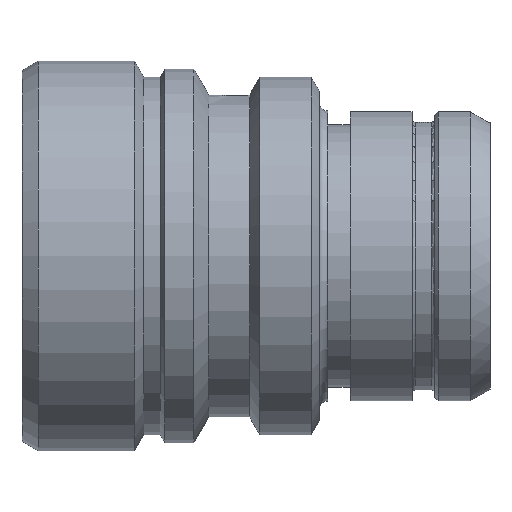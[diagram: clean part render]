
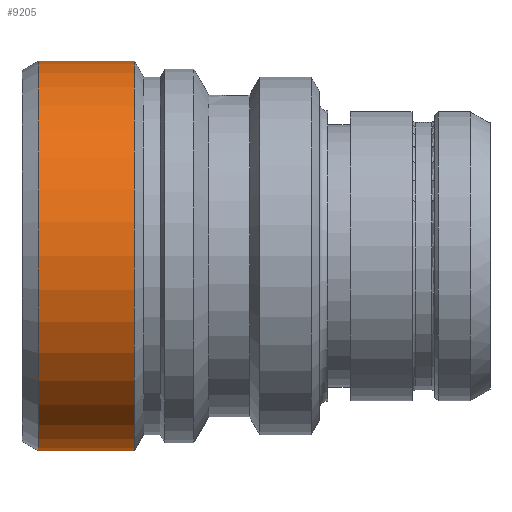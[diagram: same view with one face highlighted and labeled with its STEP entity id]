
A CAD part, top view. The second image highlights one B-rep face of the part: STEP entity #9205.
In plain terms, the highlighted cylindrical face has radius 12 mm (diameter 24 mm), a partial arc.
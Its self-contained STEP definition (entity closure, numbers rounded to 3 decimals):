
#376=CARTESIAN_POINT('',(1.,0.,0.));
#377=DIRECTION('',(1.,0.,0.));
#378=DIRECTION('',(0.,1.,0.));
#379=AXIS2_PLACEMENT_3D('',#376,#377,#378);
#381=CARTESIAN_POINT('',(6.923,0.,0.));
#382=DIRECTION('',(1.,0.,0.));
#383=DIRECTION('',(0.,1.,0.));
#384=AXIS2_PLACEMENT_3D('',#381,#382,#383);
#386=DIRECTION('',(-1.,0.,0.));
#387=VECTOR('',#386,5.923);
#388=CARTESIAN_POINT('',(6.923,12.,0.));
#389=LINE('1037',#388,#387);
#390=DIRECTION('',(-1.,0.,0.));
#391=VECTOR('',#390,5.923);
#392=CARTESIAN_POINT('',(6.923,-12.,0.));
#393=LINE('1052',#392,#391);
#7296=CARTESIAN_POINT('',(6.923,12.,0.));
#7297=VERTEX_POINT('',#7296);
#7298=CARTESIAN_POINT('',(1.,12.,0.));
#7299=VERTEX_POINT('',#7298);
#7332=CARTESIAN_POINT('',(6.923,-12.,0.));
#7333=VERTEX_POINT('',#7332);
#7334=CARTESIAN_POINT('',(1.,-12.,0.));
#7335=VERTEX_POINT('',#7334);
#9191=CARTESIAN_POINT('',(-1.44,0.,0.));
#9192=DIRECTION('',(1.,0.,0.));
#9193=DIRECTION('',(0.,-1.,0.));
#9194=AXIS2_PLACEMENT_3D('',#9191,#9192,#9193);
#9195=CYLINDRICAL_SURFACE('277',#9194,12.);
#9197=ORIENTED_EDGE('1037',*,*,#9196,.F.);
#9199=ORIENTED_EDGE('1070',*,*,#9198,.T.);
#9201=ORIENTED_EDGE('1052',*,*,#9200,.T.);
#9202=ORIENTED_EDGE('1071',*,*,#9177,.F.);
#9203=EDGE_LOOP('277',(#9197,#9199,#9201,#9202));
#9204=FACE_OUTER_BOUND('277',#9203,.F.);
#380=CIRCLE('1071',#379,12.);
#385=CIRCLE('1070',#384,12.);
#9177=EDGE_CURVE('1071',#7299,#7335,#380,.T.);
#9196=EDGE_CURVE('1037',#7297,#7299,#389,.T.);
#9198=EDGE_CURVE('1070',#7297,#7333,#385,.T.);
#9200=EDGE_CURVE('1052',#7333,#7335,#393,.T.);
#9205=ADVANCED_FACE('277',(#9204),#9195,.T.);
